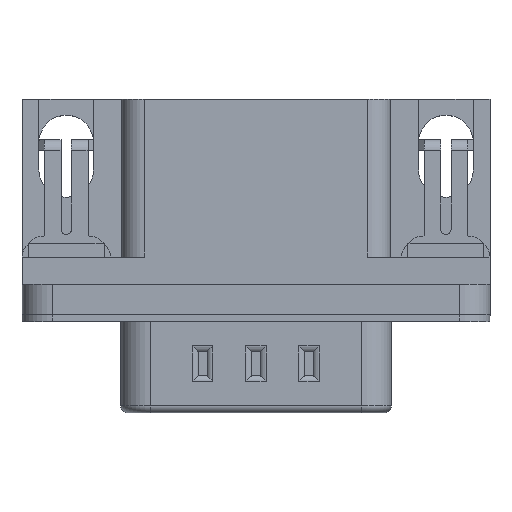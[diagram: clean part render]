
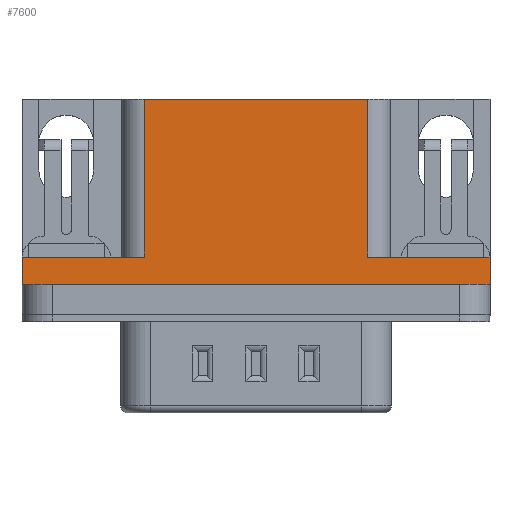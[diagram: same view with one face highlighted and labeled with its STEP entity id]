
A CAD part, top view. The second image highlights one B-rep face of the part: STEP entity #7600.
In plain terms, the highlighted planar face has unit normal (0, 0, 1).
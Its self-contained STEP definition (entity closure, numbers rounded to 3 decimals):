
#519=LINE('',#11268,#1387);
#580=LINE('',#11396,#1448);
#586=LINE('',#11407,#1454);
#589=LINE('',#11415,#1457);
#590=LINE('',#11416,#1458);
#591=LINE('',#11418,#1459);
#592=LINE('',#11420,#1460);
#593=LINE('',#11422,#1461);
#1387=VECTOR('',#9045,1000.);
#1448=VECTOR('',#9146,1000.);
#1454=VECTOR('',#9154,1000.);
#1457=VECTOR('',#9161,1000.);
#1458=VECTOR('',#9162,1000.);
#1459=VECTOR('',#9163,1000.);
#1460=VECTOR('',#9164,1000.);
#1461=VECTOR('',#9165,1000.);
#2424=ORIENTED_EDGE('',*,*,#4488,.T.);
#2425=ORIENTED_EDGE('',*,*,#4566,.T.);
#2426=ORIENTED_EDGE('',*,*,#4562,.T.);
#2427=ORIENTED_EDGE('',*,*,#4556,.F.);
#2428=ORIENTED_EDGE('',*,*,#4567,.F.);
#2429=ORIENTED_EDGE('',*,*,#4568,.T.);
#2430=ORIENTED_EDGE('',*,*,#4569,.F.);
#2431=ORIENTED_EDGE('',*,*,#4570,.T.);
#4488=EDGE_CURVE('',#5559,#5558,#519,.T.);
#4556=EDGE_CURVE('',#5605,#5606,#580,.T.);
#4562=EDGE_CURVE('',#5610,#5606,#586,.T.);
#4566=EDGE_CURVE('',#5558,#5610,#589,.T.);
#4567=EDGE_CURVE('',#5613,#5605,#590,.T.);
#4568=EDGE_CURVE('',#5613,#5614,#591,.T.);
#4569=EDGE_CURVE('',#5615,#5614,#592,.T.);
#4570=EDGE_CURVE('',#5615,#5559,#593,.T.);
#5558=VERTEX_POINT('',#11267);
#5559=VERTEX_POINT('',#11269);
#5605=VERTEX_POINT('',#11395);
#5606=VERTEX_POINT('',#11397);
#5610=VERTEX_POINT('',#11408);
#5613=VERTEX_POINT('',#11417);
#5614=VERTEX_POINT('',#11419);
#5615=VERTEX_POINT('',#11421);
#6349=EDGE_LOOP('',(#2424,#2425,#2426,#2427,#2428,#2429,#2430,#2431));
#6855=FACE_BOUND('',#6349,.T.);
#7336=PLANE('',#8211);
#7600=ADVANCED_FACE('',(#6855),#7336,.T.);
#8211=AXIS2_PLACEMENT_3D('',#11414,#9159,#9160);
#9045=DIRECTION('',(-1.,0.,0.));
#9146=DIRECTION('',(0.,1.,0.));
#9154=DIRECTION('',(-1.,0.,0.));
#9159=DIRECTION('',(0.,0.,1.));
#9160=DIRECTION('',(1.,0.,0.));
#9161=DIRECTION('',(0.,-1.,0.));
#9162=DIRECTION('',(-1.,0.,0.));
#9163=DIRECTION('',(0.,1.,0.));
#9164=DIRECTION('',(1.,0.,0.));
#9165=DIRECTION('',(0.,1.,0.));
#11267=CARTESIAN_POINT('',(-7.35,7.1,4.225));
#11268=CARTESIAN_POINT('',(15.405,7.1,4.225));
#11269=CARTESIAN_POINT('',(7.35,7.1,4.225));
#11395=CARTESIAN_POINT('',(-15.405,-5.1,4.225));
#11396=CARTESIAN_POINT('',(-15.405,-5.1,4.225));
#11397=CARTESIAN_POINT('',(-15.405,-3.3,4.225));
#11407=CARTESIAN_POINT('',(-8.85,-3.3,4.225));
#11408=CARTESIAN_POINT('',(-7.35,-3.3,4.225));
#11414=CARTESIAN_POINT('',(15.405,-5.1,4.225));
#11415=CARTESIAN_POINT('',(-7.35,-3.3,4.225));
#11416=CARTESIAN_POINT('',(15.405,-5.1,4.225));
#11417=CARTESIAN_POINT('',(15.405,-5.1,4.225));
#11418=CARTESIAN_POINT('',(15.405,-5.1,4.225));
#11419=CARTESIAN_POINT('',(15.405,-3.3,4.225));
#11420=CARTESIAN_POINT('',(8.85,-3.3,4.225));
#11421=CARTESIAN_POINT('',(7.35,-3.3,4.225));
#11422=CARTESIAN_POINT('',(7.35,7.1,4.225));
